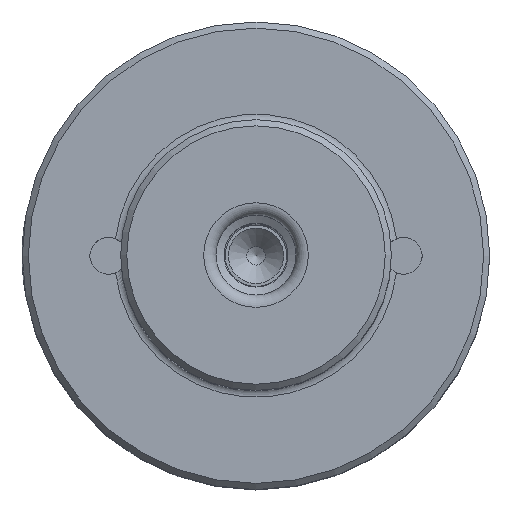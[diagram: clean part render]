
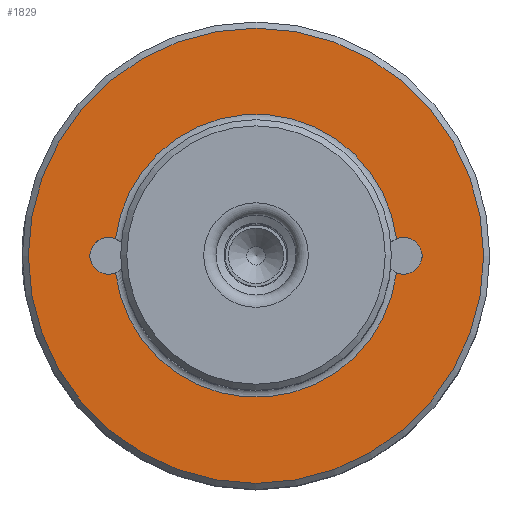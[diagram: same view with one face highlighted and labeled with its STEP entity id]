
A CAD part, top view. The second image highlights one B-rep face of the part: STEP entity #1829.
In plain terms, the highlighted planar face has unit normal (0, 0, 1).
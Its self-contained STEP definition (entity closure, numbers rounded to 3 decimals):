
#58=PLANE('',#1985);
#204=ORIENTED_EDGE('',*,*,#392,.F.);
#205=ORIENTED_EDGE('',*,*,#367,.T.);
#206=ORIENTED_EDGE('',*,*,#383,.F.);
#207=ORIENTED_EDGE('',*,*,#372,.T.);
#208=ORIENTED_EDGE('',*,*,#393,.F.);
#367=EDGE_CURVE('',#477,#480,#584,.T.);
#372=EDGE_CURVE('',#481,#484,#587,.T.);
#383=EDGE_CURVE('',#481,#480,#598,.T.);
#392=EDGE_CURVE('',#477,#484,#607,.T.);
#393=EDGE_CURVE('',#500,#500,#608,.T.);
#477=VERTEX_POINT('',#2630);
#480=VERTEX_POINT('',#2639);
#481=VERTEX_POINT('',#2649);
#484=VERTEX_POINT('',#2658);
#500=VERTEX_POINT('',#2712);
#584=CIRCLE('',#1945,1.5);
#587=CIRCLE('',#1950,1.5);
#598=CIRCLE('',#1969,11.5);
#607=CIRCLE('',#1986,11.5);
#608=CIRCLE('',#1987,18.5);
#742=EDGE_LOOP('',(#204,#205,#206,#207));
#743=EDGE_LOOP('',(#208));
#944=FACE_BOUND('',#742,.T.);
#945=FACE_BOUND('',#743,.T.);
#1829=ADVANCED_FACE('',(#944,#945),#58,.F.);
#1945=AXIS2_PLACEMENT_3D('',#2640,#2204,#2205);
#1950=AXIS2_PLACEMENT_3D('',#2659,#2214,#2215);
#1969=AXIS2_PLACEMENT_3D('',#2686,#2252,#2253);
#1985=AXIS2_PLACEMENT_3D('',#2709,#2284,#2285);
#1986=AXIS2_PLACEMENT_3D('',#2710,#2286,#2287);
#1987=AXIS2_PLACEMENT_3D('',#2711,#2288,#2289);
#2204=DIRECTION('',(0.,0.,-1.));
#2205=DIRECTION('',(-1.,0.,0.));
#2214=DIRECTION('',(0.,0.,-1.));
#2215=DIRECTION('',(-1.,0.,0.));
#2252=DIRECTION('',(0.,0.,1.));
#2253=DIRECTION('',(1.,0.,0.));
#2284=DIRECTION('',(0.,0.,-1.));
#2285=DIRECTION('',(-1.,0.,0.));
#2286=DIRECTION('',(0.,0.,1.));
#2287=DIRECTION('',(1.,0.,0.));
#2288=DIRECTION('',(0.,0.,-1.));
#2289=DIRECTION('',(-1.,0.,0.));
#2630=CARTESIAN_POINT('',(11.417,1.382,18.));
#2639=CARTESIAN_POINT('',(11.417,-1.382,18.));
#2640=CARTESIAN_POINT('',(12.,0.,18.));
#2649=CARTESIAN_POINT('',(-11.417,-1.382,18.));
#2658=CARTESIAN_POINT('',(-11.417,1.382,18.));
#2659=CARTESIAN_POINT('',(-12.,0.,18.));
#2686=CARTESIAN_POINT('',(0.,0.,18.));
#2709=CARTESIAN_POINT('',(19.15,0.,18.));
#2710=CARTESIAN_POINT('',(0.,0.,18.));
#2711=CARTESIAN_POINT('',(0.,0.,18.));
#2712=CARTESIAN_POINT('',(-18.5,0.,18.));
